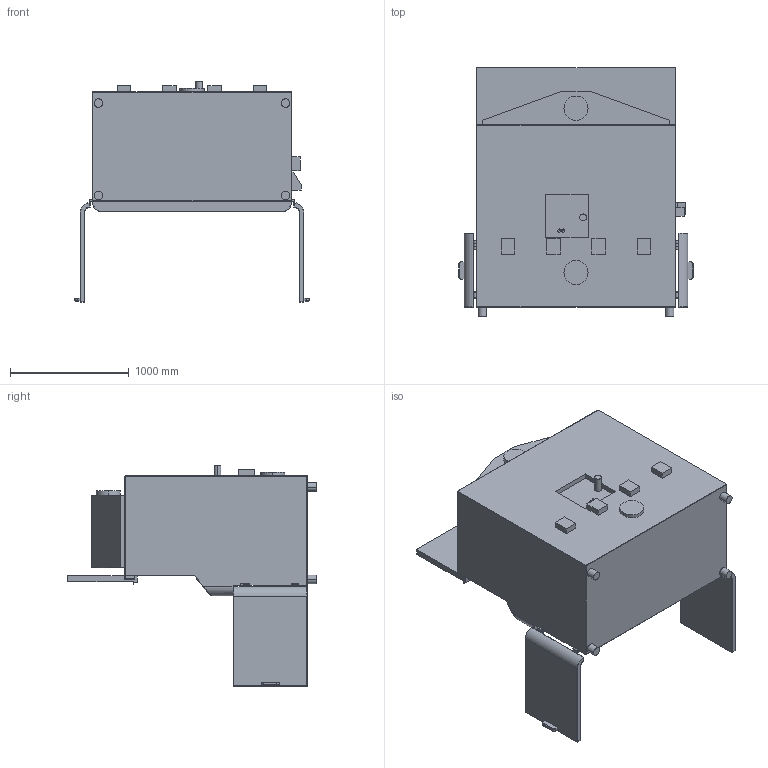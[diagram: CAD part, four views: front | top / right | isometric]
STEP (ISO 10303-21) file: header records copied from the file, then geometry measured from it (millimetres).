
FILE_DESCRIPTION((''),'2;1');
FILE_NAME('XPROII-4-DE_ENVELOPE_ASM','2025-05-13T10:17:18',('bwaterworth'),(''),'CREO PARAMETRIC BY PTC INC, 2020354','CREO PARAMETRIC BY PTC INC, 2020354','');
FILE_SCHEMA(('CONFIG_CONTROL_DESIGN'));
Length unit declared in the file: inch
Products named in the file (5): XPROII-4_ENVELOPE; XPROII-4_DOORS_ENVELOPE; XPROII-4-SASH; XPROII_DE_ENVELOPE; XPROII-4-DE_ENVELOPE_ASM
Assembly tree (5 placements, depth 2):
  XPROII-4-DE_ENVELOPE_ASM
    XPROII-4_ENVELOPE
    XPROII-4_DOORS_ENVELOPE  x2
    XPROII-4-SASH
    XPROII_DE_ENVELOPE
Bounding box: 1970.4 x 2094.1 x 1853.55 mm (x, y, z)
Volume: 2594164083.1 mm3; surface area: 18847272.3 mm2
Topology: 5 solids, 5 shells, 297 faces, 705 edges, 438 vertices
Faces by surface type: plane 151, cylinder 110, torus 18, sphere 16, bspline 2
Entity records: 7003 total; most frequent: CARTESIAN_POINT 1517, DIRECTION 1161, ORIENTED_EDGE 1076, EDGE_CURVE 538, AXIS2_PLACEMENT_3D 400, VECTOR 361, LINE 361, VERTEX_POINT 337
